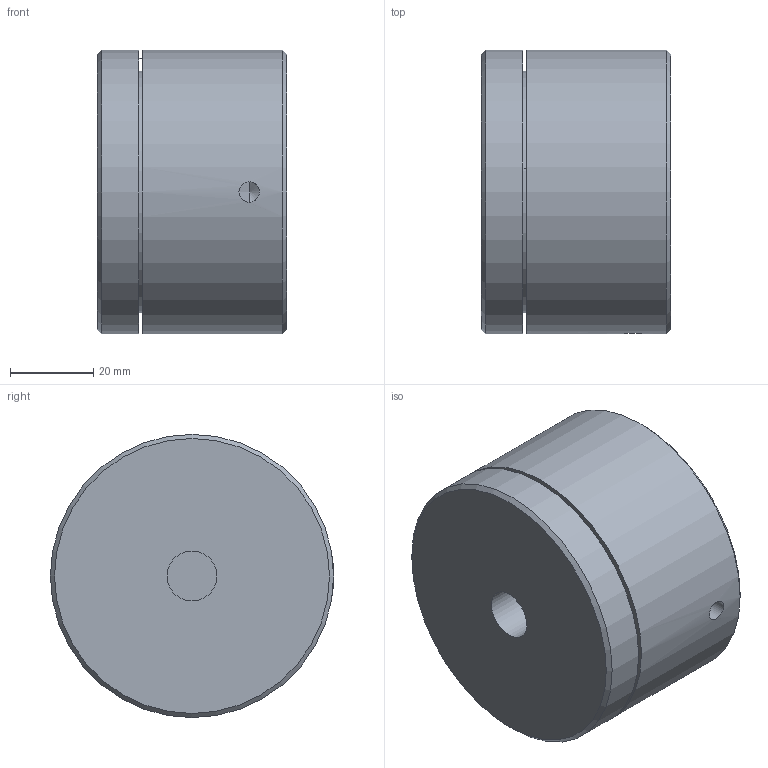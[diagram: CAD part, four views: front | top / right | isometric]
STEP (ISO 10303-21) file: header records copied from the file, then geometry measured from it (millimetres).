
FILE_DESCRIPTION(('STEP AP203'), '1');
FILE_NAME('ÐË888.01.00.000 Ïåòëÿ îïîðíàÿ (ÎÁ)', '2015-09-30T09:45:28', (''), (''), 'ASCON STEP Converter 1.3', 'ASCON Math Kernel', '');
FILE_SCHEMA(('CONFIG_CONTROL_DESIGN'));
Length unit declared in the file: millimetre
Products named in the file (1): 倓888.01.00.00022
Bounding box: 45.45 x 68 x 68 mm (x, y, z)
Volume: 132134.8 mm3; surface area: 39218.4 mm2
Topology: 1 solids, 3 shells, 85 faces, 197 edges, 124 vertices
Faces by surface type: plane 34, cone 30, cylinder 16, torus 5
Full cylindrical faces by diameter (mm): 0.1 x1, 4.917 x1, 12 x1, 19 x1, 25 x2, 37.905 x1, 40 x1, 40.324 x1, 58 x1, 62 x3, 62.7 x1, 68 x2
Entity records: 3226 total; most frequent: CARTESIAN_POINT 1436, DIRECTION 372, ORIENTED_EDGE 310, AXIS2_PLACEMENT_3D 184, EDGE_CURVE 155, EDGE_LOOP 140, VERTEX_POINT 123, CIRCLE 98
